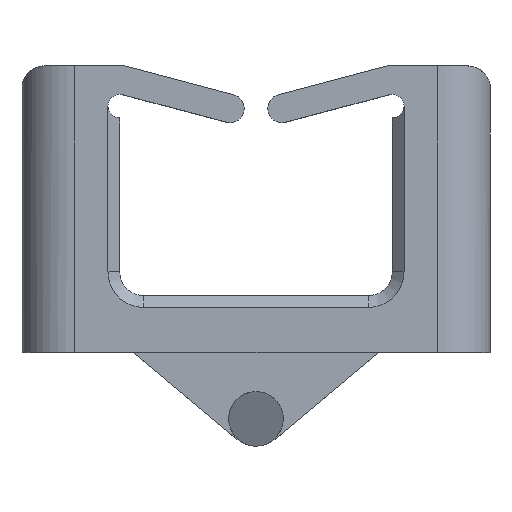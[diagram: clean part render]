
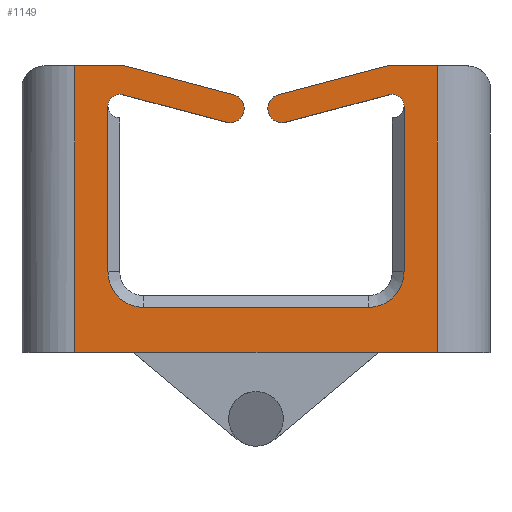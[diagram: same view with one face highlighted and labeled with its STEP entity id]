
A CAD part, top view. The second image highlights one B-rep face of the part: STEP entity #1149.
In plain terms, the highlighted planar face has unit normal (0, 0, 1).
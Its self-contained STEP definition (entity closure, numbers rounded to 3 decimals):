
#60=CIRCLE('',#1218,0.5);
#62=CIRCLE('',#1227,1.5);
#63=CIRCLE('',#1230,1.5);
#67=CIRCLE('',#1238,0.5);
#68=CIRCLE('',#1241,0.6);
#69=CIRCLE('',#1247,0.5);
#70=CIRCLE('',#1251,0.5);
#71=CIRCLE('',#1253,0.6);
#232=ORIENTED_EDGE('',*,*,#490,.T.);
#233=ORIENTED_EDGE('',*,*,#489,.T.);
#234=ORIENTED_EDGE('',*,*,#480,.T.);
#235=ORIENTED_EDGE('',*,*,#512,.T.);
#236=ORIENTED_EDGE('',*,*,#510,.T.);
#237=ORIENTED_EDGE('',*,*,#509,.T.);
#238=ORIENTED_EDGE('',*,*,#506,.T.);
#239=ORIENTED_EDGE('',*,*,#525,.T.);
#240=ORIENTED_EDGE('',*,*,#526,.F.);
#241=ORIENTED_EDGE('',*,*,#527,.T.);
#242=ORIENTED_EDGE('',*,*,#528,.F.);
#243=ORIENTED_EDGE('',*,*,#529,.T.);
#244=ORIENTED_EDGE('',*,*,#523,.T.);
#245=ORIENTED_EDGE('',*,*,#522,.T.);
#246=ORIENTED_EDGE('',*,*,#530,.F.);
#247=ORIENTED_EDGE('',*,*,#519,.T.);
#248=ORIENTED_EDGE('',*,*,#517,.T.);
#249=ORIENTED_EDGE('',*,*,#500,.T.);
#250=ORIENTED_EDGE('',*,*,#495,.T.);
#251=ORIENTED_EDGE('',*,*,#494,.T.);
#480=EDGE_CURVE('',#647,#646,#60,.T.);
#489=EDGE_CURVE('',#651,#647,#755,.T.);
#490=EDGE_CURVE('',#652,#651,#62,.T.);
#494=EDGE_CURVE('',#653,#652,#759,.T.);
#495=EDGE_CURVE('',#655,#653,#63,.T.);
#500=EDGE_CURVE('',#657,#655,#762,.T.);
#506=EDGE_CURVE('',#663,#662,#67,.T.);
#509=EDGE_CURVE('',#664,#663,#767,.T.);
#510=EDGE_CURVE('',#665,#664,#68,.T.);
#512=EDGE_CURVE('',#646,#665,#769,.T.);
#517=EDGE_CURVE('',#666,#657,#69,.T.);
#519=EDGE_CURVE('',#667,#666,#775,.T.);
#522=EDGE_CURVE('',#668,#669,#778,.T.);
#523=EDGE_CURVE('',#670,#668,#70,.T.);
#525=EDGE_CURVE('',#662,#671,#780,.T.);
#526=EDGE_CURVE('',#672,#671,#781,.T.);
#527=EDGE_CURVE('',#672,#673,#782,.T.);
#528=EDGE_CURVE('',#674,#673,#783,.T.);
#529=EDGE_CURVE('',#674,#670,#784,.T.);
#530=EDGE_CURVE('',#667,#669,#71,.T.);
#646=VERTEX_POINT('',#1731);
#647=VERTEX_POINT('',#1733);
#651=VERTEX_POINT('',#1749);
#652=VERTEX_POINT('',#1753);
#653=VERTEX_POINT('',#1757);
#655=VERTEX_POINT('',#1763);
#657=VERTEX_POINT('',#1769);
#662=VERTEX_POINT('',#1787);
#663=VERTEX_POINT('',#1789);
#664=VERTEX_POINT('',#1793);
#665=VERTEX_POINT('',#1797);
#666=VERTEX_POINT('',#1809);
#667=VERTEX_POINT('',#1813);
#668=VERTEX_POINT('',#1817);
#669=VERTEX_POINT('',#1819);
#670=VERTEX_POINT('',#1823);
#671=VERTEX_POINT('',#1827);
#672=VERTEX_POINT('',#1829);
#673=VERTEX_POINT('',#1831);
#674=VERTEX_POINT('',#1833);
#755=LINE('',#1750,#865);
#759=LINE('',#1760,#869);
#762=LINE('',#1772,#872);
#767=LINE('',#1794,#877);
#769=LINE('',#1800,#879);
#775=LINE('',#1814,#885);
#778=LINE('',#1820,#888);
#780=LINE('',#1826,#890);
#781=LINE('',#1828,#891);
#782=LINE('',#1830,#892);
#783=LINE('',#1832,#893);
#784=LINE('',#1834,#894);
#865=VECTOR('',#1396,1000.);
#869=VECTOR('',#1406,1000.);
#872=VECTOR('',#1419,1000.);
#877=VECTOR('',#1436,1000.);
#879=VECTOR('',#1444,1000.);
#885=VECTOR('',#1462,1000.);
#888=VECTOR('',#1467,1000.);
#890=VECTOR('',#1475,1000.);
#891=VECTOR('',#1476,1000.);
#892=VECTOR('',#1477,1000.);
#893=VECTOR('',#1478,1000.);
#894=VECTOR('',#1479,1000.);
#976=EDGE_LOOP('',(#232,#233,#234,#235,#236,#237,#238,#239,#240,#241,#242,
#243,#244,#245,#246,#247,#248,#249,#250,#251));
#1043=FACE_BOUND('',#976,.T.);
#1098=PLANE('',#1252);
#1149=ADVANCED_FACE('',(#1043),#1098,.T.);
#1218=AXIS2_PLACEMENT_3D('',#1732,#1375,#1376);
#1227=AXIS2_PLACEMENT_3D('',#1752,#1399,#1400);
#1230=AXIS2_PLACEMENT_3D('',#1762,#1409,#1410);
#1238=AXIS2_PLACEMENT_3D('',#1788,#1430,#1431);
#1241=AXIS2_PLACEMENT_3D('',#1796,#1439,#1440);
#1247=AXIS2_PLACEMENT_3D('',#1810,#1457,#1458);
#1251=AXIS2_PLACEMENT_3D('',#1822,#1470,#1471);
#1252=AXIS2_PLACEMENT_3D('',#1825,#1473,#1474);
#1253=AXIS2_PLACEMENT_3D('',#1835,#1480,#1481);
#1375=DIRECTION('',(0.,0.,-1.));
#1376=DIRECTION('',(-1.,0.,0.));
#1396=DIRECTION('',(0.,1.,0.));
#1399=DIRECTION('',(0.,0.,-1.));
#1400=DIRECTION('',(0.,-1.,0.));
#1406=DIRECTION('',(-1.,0.,0.));
#1409=DIRECTION('',(0.,0.,-1.));
#1410=DIRECTION('',(1.,0.,0.));
#1419=DIRECTION('',(0.,-1.,0.));
#1430=DIRECTION('',(0.,0.,1.));
#1431=DIRECTION('',(1.,0.,0.));
#1436=DIRECTION('',(-0.966,0.257,0.));
#1439=DIRECTION('',(0.,0.,1.));
#1440=DIRECTION('',(1.,0.,0.));
#1444=DIRECTION('',(0.966,-0.257,0.));
#1457=DIRECTION('',(0.,0.,-1.));
#1458=DIRECTION('',(-0.257,0.966,0.));
#1462=DIRECTION('',(0.966,0.257,0.));
#1467=DIRECTION('',(-0.966,-0.257,0.));
#1470=DIRECTION('',(0.,0.,1.));
#1471=DIRECTION('',(1.,0.,0.));
#1473=DIRECTION('',(0.,0.,1.));
#1474=DIRECTION('',(1.,0.,0.));
#1475=DIRECTION('',(-1.,0.,0.));
#1476=DIRECTION('',(0.,1.,0.));
#1477=DIRECTION('',(1.,0.,0.));
#1478=DIRECTION('',(0.,-1.,0.));
#1479=DIRECTION('',(-1.,0.,0.));
#1480=DIRECTION('',(0.,0.,-1.));
#1481=DIRECTION('',(0.257,-0.966,0.));
#1731=CARTESIAN_POINT('',(299.566,182.215,4.5));
#1732=CARTESIAN_POINT('',(299.438,181.732,4.5));
#1733=CARTESIAN_POINT('',(298.938,181.732,4.5));
#1749=CARTESIAN_POINT('',(298.938,174.732,4.5));
#1750=CARTESIAN_POINT('',(298.938,174.732,4.5));
#1752=CARTESIAN_POINT('',(300.438,174.732,4.5));
#1753=CARTESIAN_POINT('',(300.438,173.232,4.5));
#1757=CARTESIAN_POINT('',(309.938,173.232,4.5));
#1760=CARTESIAN_POINT('',(309.938,173.232,4.5));
#1762=CARTESIAN_POINT('',(309.938,174.732,4.5));
#1763=CARTESIAN_POINT('',(311.438,174.732,4.5));
#1769=CARTESIAN_POINT('',(311.438,181.732,4.5));
#1772=CARTESIAN_POINT('',(311.438,181.732,4.5));
#1787=CARTESIAN_POINT('',(299.595,183.432,4.5));
#1788=CARTESIAN_POINT('',(299.595,182.932,4.5));
#1789=CARTESIAN_POINT('',(299.723,183.415,4.5));
#1793=CARTESIAN_POINT('',(304.242,182.211,4.5));
#1794=CARTESIAN_POINT('',(304.242,182.211,4.5));
#1796=CARTESIAN_POINT('',(304.088,181.632,4.5));
#1797=CARTESIAN_POINT('',(303.933,181.052,4.5));
#1800=CARTESIAN_POINT('',(299.566,182.215,4.5));
#1809=CARTESIAN_POINT('',(310.809,182.215,4.5));
#1810=CARTESIAN_POINT('',(310.938,181.732,4.5));
#1813=CARTESIAN_POINT('',(306.442,181.052,4.5));
#1814=CARTESIAN_POINT('',(306.442,181.052,4.5));
#1817=CARTESIAN_POINT('',(310.652,183.415,4.5));
#1819=CARTESIAN_POINT('',(306.133,182.211,4.5));
#1820=CARTESIAN_POINT('',(310.652,183.415,4.5));
#1822=CARTESIAN_POINT('',(310.78,182.932,4.5));
#1823=CARTESIAN_POINT('',(310.78,183.432,4.5));
#1825=CARTESIAN_POINT('',(305.188,171.332,4.5));
#1826=CARTESIAN_POINT('',(299.595,183.432,4.5));
#1827=CARTESIAN_POINT('',(297.538,183.432,4.5));
#1828=CARTESIAN_POINT('',(297.538,171.332,4.5));
#1829=CARTESIAN_POINT('',(297.538,171.332,4.5));
#1830=CARTESIAN_POINT('',(297.538,171.332,4.5));
#1831=CARTESIAN_POINT('',(312.838,171.332,4.5));
#1832=CARTESIAN_POINT('',(312.838,183.432,4.5));
#1833=CARTESIAN_POINT('',(312.838,183.432,4.5));
#1834=CARTESIAN_POINT('',(312.838,183.432,4.5));
#1835=CARTESIAN_POINT('',(306.288,181.632,4.5));
